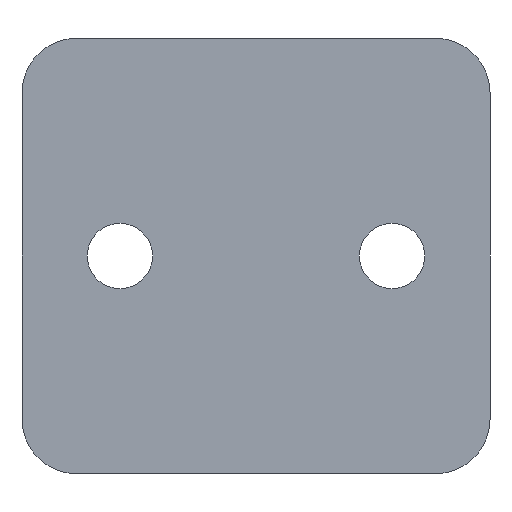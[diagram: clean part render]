
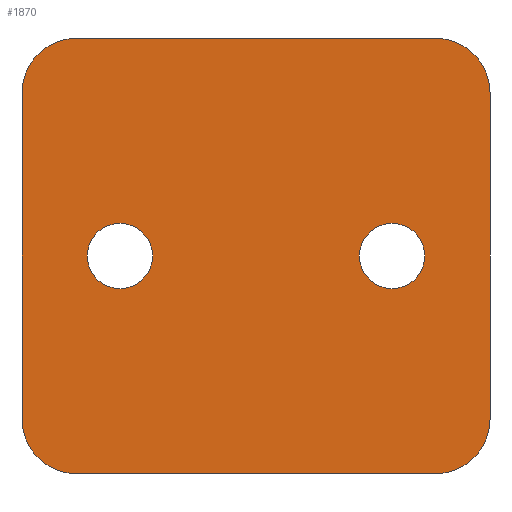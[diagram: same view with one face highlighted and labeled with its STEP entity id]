
A CAD part, front view. The second image highlights one B-rep face of the part: STEP entity #1870.
In plain terms, the highlighted planar face has unit normal (0, -1, 0).
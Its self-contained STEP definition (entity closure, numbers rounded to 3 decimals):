
#11 = EDGE_CURVE ( 'NONE', #1760, #953, #772, .T. ) ;
#14 = DIRECTION ( 'NONE',  ( 0., 1., 0. ) ) ;
#33 = AXIS2_PLACEMENT_3D ( 'NONE', #1173, #14, #1931 ) ;
#73 = CARTESIAN_POINT ( 'NONE',  ( 43., 0., -35. ) ) ;
#89 = DIRECTION ( 'NONE',  ( 0., 0., -1. ) ) ;
#102 = DIRECTION ( 'NONE',  ( 0., -1., 0. ) ) ;
#123 = ORIENTED_EDGE ( 'NONE', *, *, #1534, .T. ) ;
#141 = DIRECTION ( 'NONE',  ( 0., 0., -1. ) ) ;
#181 = VERTEX_POINT ( 'NONE', #668 ) ;
#201 = EDGE_CURVE ( 'NONE', #687, #876, #2053, .T. ) ;
#210 = CIRCLE ( 'NONE', #1348, 5. ) ;
#231 = DIRECTION ( 'NONE',  ( 0., 0., 1. ) ) ;
#236 = EDGE_CURVE ( 'NONE', #1655, #1588, #919, .T. ) ;
#301 = FACE_BOUND ( 'NONE', #509, .T. ) ;
#334 = ORIENTED_EDGE ( 'NONE', *, *, #11, .F. ) ;
#355 = AXIS2_PLACEMENT_3D ( 'NONE', #491, #684, #2418 ) ;
#395 = LINE ( 'NONE', #1171, #523 ) ;
#406 = DIRECTION ( 'NONE',  ( 0., 0., -1. ) ) ;
#415 = ORIENTED_EDGE ( 'NONE', *, *, #1949, .T. ) ;
#451 = CARTESIAN_POINT ( 'NONE',  ( 0., 0., -35. ) ) ;
#485 = AXIS2_PLACEMENT_3D ( 'NONE', #1781, #2154, #1594 ) ;
#490 = DIRECTION ( 'NONE',  ( 0., 1., 0. ) ) ;
#491 = CARTESIAN_POINT ( 'NONE',  ( 38., 0., -35. ) ) ;
#506 = FACE_BOUND ( 'NONE', #1942, .T. ) ;
#508 = EDGE_CURVE ( 'NONE', #1022, #2031, #1401, .T. ) ;
#509 = EDGE_LOOP ( 'NONE', ( #1823, #1276 ) ) ;
#523 = VECTOR ( 'NONE', #406, 1000. ) ;
#531 = DIRECTION ( 'NONE',  ( 0., -1., 0. ) ) ;
#544 = ORIENTED_EDGE ( 'NONE', *, *, #2300, .T. ) ;
#561 = ORIENTED_EDGE ( 'NONE', *, *, #740, .T. ) ;
#602 = CARTESIAN_POINT ( 'NONE',  ( 9., 0., -20. ) ) ;
#660 = CARTESIAN_POINT ( 'NONE',  ( 38., 0., -5. ) ) ;
#668 = CARTESIAN_POINT ( 'NONE',  ( 38., 0., -40. ) ) ;
#684 = DIRECTION ( 'NONE',  ( 0., -1., 0. ) ) ;
#687 = VERTEX_POINT ( 'NONE', #451 ) ;
#692 = VERTEX_POINT ( 'NONE', #1010 ) ;
#740 = EDGE_CURVE ( 'NONE', #2031, #1022, #1956, .T. ) ;
#772 = LINE ( 'NONE', #1165, #1044 ) ;
#787 = CARTESIAN_POINT ( 'NONE',  ( 5., 0., -35. ) ) ;
#799 = DIRECTION ( 'NONE',  ( 0., 1., 0. ) ) ;
#860 = CARTESIAN_POINT ( 'NONE',  ( 5., 0., 0. ) ) ;
#876 = VERTEX_POINT ( 'NONE', #2410 ) ;
#887 = CIRCLE ( 'NONE', #1513, 3. ) ;
#890 = AXIS2_PLACEMENT_3D ( 'NONE', #1320, #531, #2442 ) ;
#919 = CIRCLE ( 'NONE', #1163, 3. ) ;
#928 = PLANE ( 'NONE',  #890 ) ;
#953 = VERTEX_POINT ( 'NONE', #2095 ) ;
#988 = EDGE_CURVE ( 'NONE', #181, #692, #1195, .T. ) ;
#1002 = VECTOR ( 'NONE', #1159, 1000. ) ;
#1010 = CARTESIAN_POINT ( 'NONE',  ( 5., 0., -40. ) ) ;
#1011 = ORIENTED_EDGE ( 'NONE', *, *, #201, .F. ) ;
#1022 = VERTEX_POINT ( 'NONE', #1851 ) ;
#1030 = EDGE_CURVE ( 'NONE', #1588, #1655, #887, .T. ) ;
#1044 = VECTOR ( 'NONE', #1547, 1000. ) ;
#1071 = DIRECTION ( 'NONE',  ( 0., 0., 1. ) ) ;
#1140 = EDGE_CURVE ( 'NONE', #1937, #1309, #395, .T. ) ;
#1149 = CARTESIAN_POINT ( 'NONE',  ( 9., 0., -17. ) ) ;
#1159 = DIRECTION ( 'NONE',  ( -1., 0., 0. ) ) ;
#1163 = AXIS2_PLACEMENT_3D ( 'NONE', #2015, #490, #1832 ) ;
#1165 = CARTESIAN_POINT ( 'NONE',  ( 0., 0., 0. ) ) ;
#1171 = CARTESIAN_POINT ( 'NONE',  ( 43., 0., 0. ) ) ;
#1173 = CARTESIAN_POINT ( 'NONE',  ( 34., 0., -20. ) ) ;
#1195 = LINE ( 'NONE', #2104, #1002 ) ;
#1261 = AXIS2_PLACEMENT_3D ( 'NONE', #2428, #1303, #141 ) ;
#1276 = ORIENTED_EDGE ( 'NONE', *, *, #1030, .T. ) ;
#1303 = DIRECTION ( 'NONE',  ( 0., -1., 0. ) ) ;
#1309 = VERTEX_POINT ( 'NONE', #73 ) ;
#1320 = CARTESIAN_POINT ( 'NONE',  ( 0., 0., 0. ) ) ;
#1336 = ORIENTED_EDGE ( 'NONE', *, *, #2384, .T. ) ;
#1348 = AXIS2_PLACEMENT_3D ( 'NONE', #660, #102, #89 ) ;
#1401 = CIRCLE ( 'NONE', #33, 3. ) ;
#1433 = CARTESIAN_POINT ( 'NONE',  ( 9., 0., -23. ) ) ;
#1513 = AXIS2_PLACEMENT_3D ( 'NONE', #602, #799, #231 ) ;
#1521 = EDGE_LOOP ( 'NONE', ( #2218, #1336, #1739, #544, #334, #123, #1011, #415 ) ) ;
#1534 = EDGE_CURVE ( 'NONE', #1760, #876, #1630, .T. ) ;
#1535 = DIRECTION ( 'NONE',  ( 0., -1., 0. ) ) ;
#1547 = DIRECTION ( 'NONE',  ( 1., 0., 0. ) ) ;
#1583 = FACE_OUTER_BOUND ( 'NONE', #1521, .T. ) ;
#1588 = VERTEX_POINT ( 'NONE', #1149 ) ;
#1594 = DIRECTION ( 'NONE',  ( 0., 0., 1. ) ) ;
#1617 = CARTESIAN_POINT ( 'NONE',  ( 0., 0., 0. ) ) ;
#1630 = CIRCLE ( 'NONE', #1261, 5. ) ;
#1655 = VERTEX_POINT ( 'NONE', #1433 ) ;
#1665 = CARTESIAN_POINT ( 'NONE',  ( 43., 0., -5. ) ) ;
#1739 = ORIENTED_EDGE ( 'NONE', *, *, #1140, .F. ) ;
#1760 = VERTEX_POINT ( 'NONE', #860 ) ;
#1781 = CARTESIAN_POINT ( 'NONE',  ( 34., 0., -20. ) ) ;
#1823 = ORIENTED_EDGE ( 'NONE', *, *, #236, .T. ) ;
#1832 = DIRECTION ( 'NONE',  ( 0., 0., 1. ) ) ;
#1851 = CARTESIAN_POINT ( 'NONE',  ( 34., 0., -17. ) ) ;
#1870 = ADVANCED_FACE ( 'NONE', ( #506, #301, #1583 ), #928, .T. ) ;
#1896 = DIRECTION ( 'NONE',  ( 0., 0., -1. ) ) ;
#1931 = DIRECTION ( 'NONE',  ( 0., 0., 1. ) ) ;
#1937 = VERTEX_POINT ( 'NONE', #1665 ) ;
#1942 = EDGE_LOOP ( 'NONE', ( #561, #2270 ) ) ;
#1949 = EDGE_CURVE ( 'NONE', #687, #692, #2277, .T. ) ;
#1956 = CIRCLE ( 'NONE', #485, 3. ) ;
#2015 = CARTESIAN_POINT ( 'NONE',  ( 9., 0., -20. ) ) ;
#2031 = VERTEX_POINT ( 'NONE', #2103 ) ;
#2053 = LINE ( 'NONE', #1617, #2083 ) ;
#2083 = VECTOR ( 'NONE', #1071, 1000. ) ;
#2095 = CARTESIAN_POINT ( 'NONE',  ( 38., 0., 0. ) ) ;
#2103 = CARTESIAN_POINT ( 'NONE',  ( 34., 0., -23. ) ) ;
#2104 = CARTESIAN_POINT ( 'NONE',  ( 0., 0., -40. ) ) ;
#2154 = DIRECTION ( 'NONE',  ( 0., 1., 0. ) ) ;
#2218 = ORIENTED_EDGE ( 'NONE', *, *, #988, .F. ) ;
#2270 = ORIENTED_EDGE ( 'NONE', *, *, #508, .T. ) ;
#2277 = CIRCLE ( 'NONE', #2393, 5. ) ;
#2300 = EDGE_CURVE ( 'NONE', #1937, #953, #210, .T. ) ;
#2362 = CIRCLE ( 'NONE', #355, 5. ) ;
#2384 = EDGE_CURVE ( 'NONE', #181, #1309, #2362, .T. ) ;
#2393 = AXIS2_PLACEMENT_3D ( 'NONE', #787, #1535, #1896 ) ;
#2410 = CARTESIAN_POINT ( 'NONE',  ( 0., 0., -5. ) ) ;
#2418 = DIRECTION ( 'NONE',  ( 0., 0., -1. ) ) ;
#2428 = CARTESIAN_POINT ( 'NONE',  ( 5., 0., -5. ) ) ;
#2442 = DIRECTION ( 'NONE',  ( 0., 0., -1. ) ) ;
